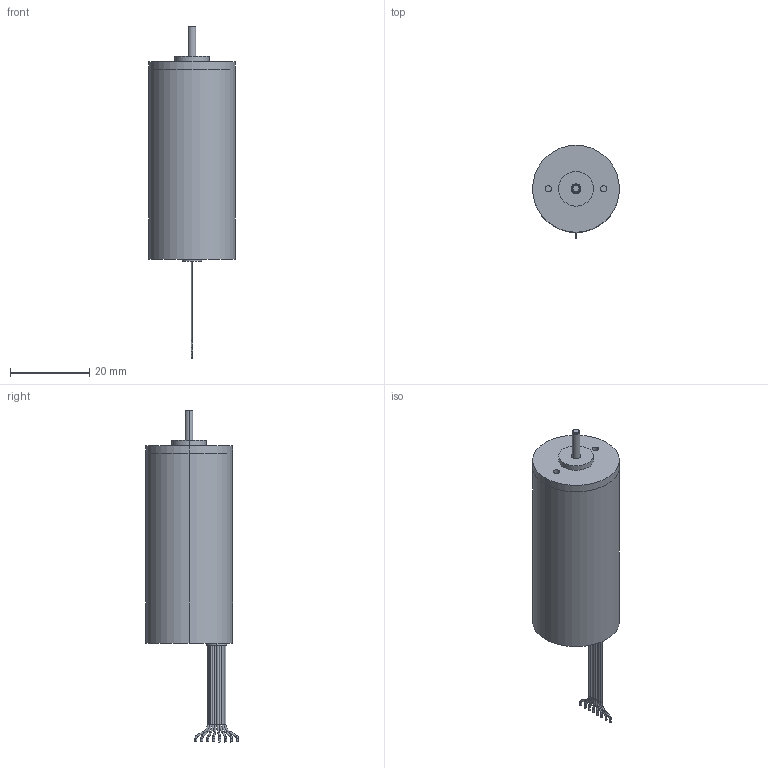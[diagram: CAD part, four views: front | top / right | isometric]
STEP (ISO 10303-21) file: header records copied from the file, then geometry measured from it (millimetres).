
FILE_DESCRIPTION (( 'STEP AP203' ), '1' );
FILE_NAME ('R22BLB7L2.STEP', '2018-05-31T08:16:16', ( 'User' ), ( 'China' ), 'SwSTEP 2.0', 'SolidWorks 2012', '' );
FILE_SCHEMA (( 'CONFIG_CONTROL_DESIGN' ));
Length unit declared in the file: millimetre
Products named in the file (1): R22BLB7L2
Bounding box: 22 x 23.5 x 84.02 mm (x, y, z)
Surface area: 5193.3 mm2 (no closed solid volume)
Topology: 0 solids, 4 shells, 113 faces, 244 edges, 146 vertices
Faces by surface type: cylinder 64, torus 32, plane 15, cone 2
Entity records: 3184 total; most frequent: DIRECTION 650, CARTESIAN_POINT 504, ORIENTED_EDGE 472, AXIS2_PLACEMENT_3D 292, EDGE_CURVE 244, CIRCLE 178, VERTEX_POINT 146, EDGE_LOOP 128
